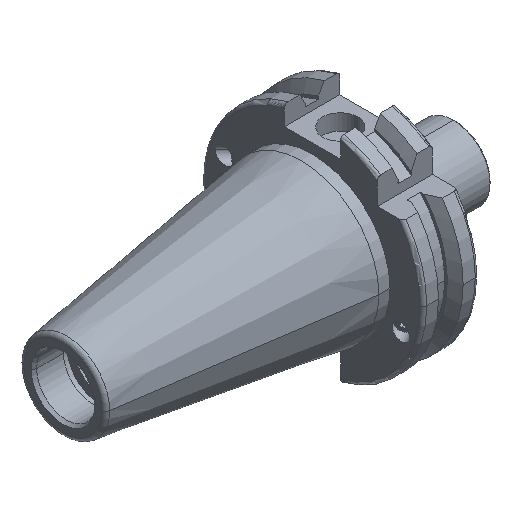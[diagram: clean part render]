
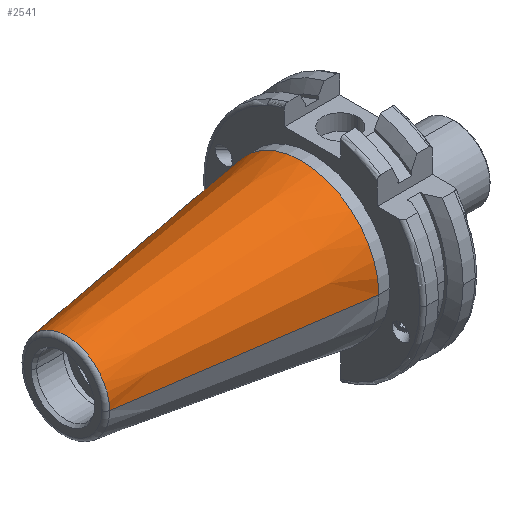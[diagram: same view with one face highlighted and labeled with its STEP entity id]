
A CAD part, isometric view. The second image highlights one B-rep face of the part: STEP entity #2541.
In plain terms, the highlighted conical face has half-angle 8.297 degrees and reference radius 22.225 mm.
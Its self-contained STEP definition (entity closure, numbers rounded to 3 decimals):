
#53 = AXIS2_PLACEMENT_3D ( 'NONE', #5224, #4400, #2976 ) ;
#107 = CARTESIAN_POINT ( 'NONE',  ( 0., -22.225, 0. ) ) ;
#162 = EDGE_CURVE ( 'NONE', #3023, #4537, #1975, .T. ) ;
#366 = ORIENTED_EDGE ( 'NONE', *, *, #5312, .F. ) ;
#842 = CARTESIAN_POINT ( 'NONE',  ( 0., 0., 0. ) ) ;
#939 = EDGE_CURVE ( 'NONE', #4537, #3703, #5838, .T. ) ;
#1026 = LINE ( 'NONE', #4774, #5687 ) ;
#1080 = DIRECTION ( 'NONE',  ( 0.99, 0.144, 0. ) ) ;
#1351 = VERTEX_POINT ( 'NONE', #2608 ) ;
#1409 = DIRECTION ( 'NONE',  ( -1., 0., 0. ) ) ;
#1453 = DIRECTION ( 'NONE',  ( 0.99, -0.144, 0. ) ) ;
#1639 = CONICAL_SURFACE ( 'NONE', #2428, 22.225, 0.145 ) ;
#1679 = FACE_OUTER_BOUND ( 'NONE', #5435, .T. ) ;
#1869 = CARTESIAN_POINT ( 'NONE',  ( 0., 0., 0. ) ) ;
#1975 = LINE ( 'NONE', #107, #2999 ) ;
#2142 = DIRECTION ( 'NONE',  ( 1., 0., 0. ) ) ;
#2428 = AXIS2_PLACEMENT_3D ( 'NONE', #842, #2142, #5945 ) ;
#2448 = ORIENTED_EDGE ( 'NONE', *, *, #162, .T. ) ;
#2541 = ADVANCED_FACE ( 'NONE', ( #1679 ), #1639, .T. ) ;
#2608 = CARTESIAN_POINT ( 'NONE',  ( -67.373, 12.4, 0. ) ) ;
#2767 = CIRCLE ( 'NONE', #53, 12.4 ) ;
#2976 = DIRECTION ( 'NONE',  ( 0., -1., 0. ) ) ;
#2999 = VECTOR ( 'NONE', #1453, 1000. ) ;
#3023 = VERTEX_POINT ( 'NONE', #3758 ) ;
#3470 = CARTESIAN_POINT ( 'NONE',  ( 0., 22.225, 0. ) ) ;
#3543 = ORIENTED_EDGE ( 'NONE', *, *, #3692, .F. ) ;
#3692 = EDGE_CURVE ( 'NONE', #3023, #1351, #2767, .T. ) ;
#3703 = VERTEX_POINT ( 'NONE', #3470 ) ;
#3741 = DIRECTION ( 'NONE',  ( 0., -1., 0. ) ) ;
#3758 = CARTESIAN_POINT ( 'NONE',  ( -67.373, -12.4, 0. ) ) ;
#4054 = CARTESIAN_POINT ( 'NONE',  ( 0., -22.225, 0. ) ) ;
#4400 = DIRECTION ( 'NONE',  ( -1., 0., 0. ) ) ;
#4537 = VERTEX_POINT ( 'NONE', #4054 ) ;
#4774 = CARTESIAN_POINT ( 'NONE',  ( 0., 22.225, 0. ) ) ;
#4854 = ORIENTED_EDGE ( 'NONE', *, *, #939, .T. ) ;
#5224 = CARTESIAN_POINT ( 'NONE',  ( -67.373, 0., 0. ) ) ;
#5312 = EDGE_CURVE ( 'NONE', #1351, #3703, #1026, .T. ) ;
#5435 = EDGE_LOOP ( 'NONE', ( #3543, #2448, #4854, #366 ) ) ;
#5687 = VECTOR ( 'NONE', #1080, 1000. ) ;
#5838 = CIRCLE ( 'NONE', #5941, 22.225 ) ;
#5941 = AXIS2_PLACEMENT_3D ( 'NONE', #1869, #1409, #3741 ) ;
#5945 = DIRECTION ( 'NONE',  ( 0., 1., 0. ) ) ;
